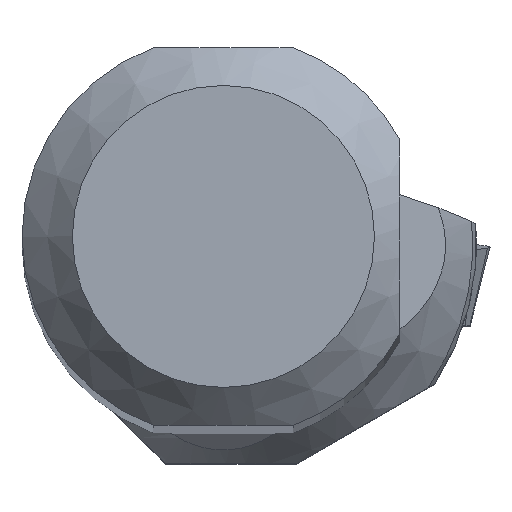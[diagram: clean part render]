
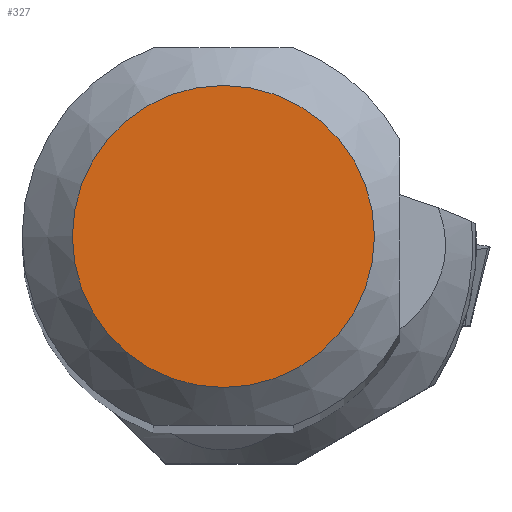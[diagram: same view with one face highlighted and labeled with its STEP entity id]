
A CAD part, top view. The second image highlights one B-rep face of the part: STEP entity #327.
In plain terms, the highlighted planar face has unit normal (0, 0, 1).
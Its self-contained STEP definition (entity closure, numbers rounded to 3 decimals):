
#264=CIRCLE('',#1642,6.);
#327=ADVANCED_FACE('',(#451),#395,.F.);
#395=PLANE('',#1650);
#451=FACE_OUTER_BOUND('',#537,.T.);
#537=EDGE_LOOP('',(#739));
#739=ORIENTED_EDGE('',*,*,#1264,.F.);
#1097=VERTEX_POINT('',#2396);
#1264=EDGE_CURVE('',#1097,#1097,#264,.T.);
#1642=AXIS2_PLACEMENT_3D('',#2395,#1877,#1878);
#1650=AXIS2_PLACEMENT_3D('',#2440,#1897,#1898);
#1877=DIRECTION('',(0.,0.,-1.));
#1878=DIRECTION('',(-1.,0.,0.));
#1897=DIRECTION('',(0.,0.,-1.));
#1898=DIRECTION('',(-1.,0.,0.));
#2395=CARTESIAN_POINT('',(0.,0.,0.));
#2396=CARTESIAN_POINT('',(-6.,0.,0.));
#2440=CARTESIAN_POINT('',(0.,0.,0.));
